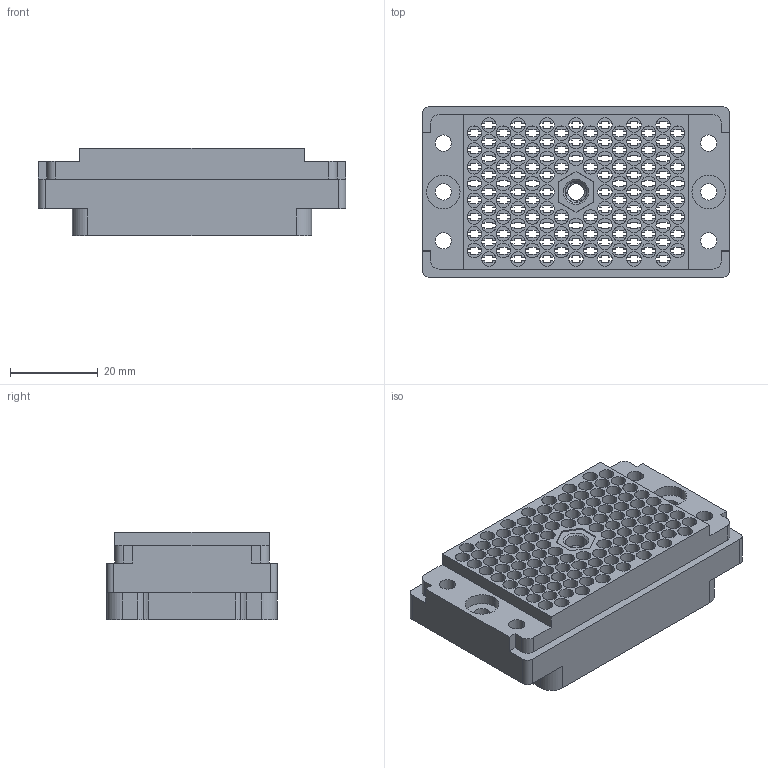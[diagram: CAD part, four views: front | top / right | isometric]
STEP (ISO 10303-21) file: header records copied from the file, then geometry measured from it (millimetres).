
FILE_DESCRIPTION (( 'STEP AP203' ), '1' );
FILE_NAME ('516-120-000-306.STEP', '2020-03-11T01:25:06', ( '' ), ( '' ), 'SwSTEP 2.0', 'SolidWorks 2016', '' );
FILE_SCHEMA (( 'CONFIG_CONTROL_DESIGN' ));
Length unit declared in the file: inch
Products named in the file (3): 516-120-000-306; 516 Plug Insulator_120; 516-252-095-100
Assembly tree (2 placements, depth 2):
  516-120-000-306
    516 Plug Insulator_120
    516-252-095-100
Bounding box: 69.85 x 38.73 x 19.81 mm (x, y, z)
Volume: 19480.8 mm3; surface area: 27429.8 mm2
Topology: 2 solids, 2 shells, 2429 faces, 7221 edges, 4811 vertices
Faces by surface type: plane 1810, cylinder 601, cone 12, bspline 6
Entity records: 84005 total; most frequent: CARTESIAN_POINT 16470, ORIENTED_EDGE 14442, DIRECTION 13710, EDGE_CURVE 7221, LINE 5492, VECTOR 5492, VERTEX_POINT 4811, AXIS2_PLACEMENT_3D 4109
